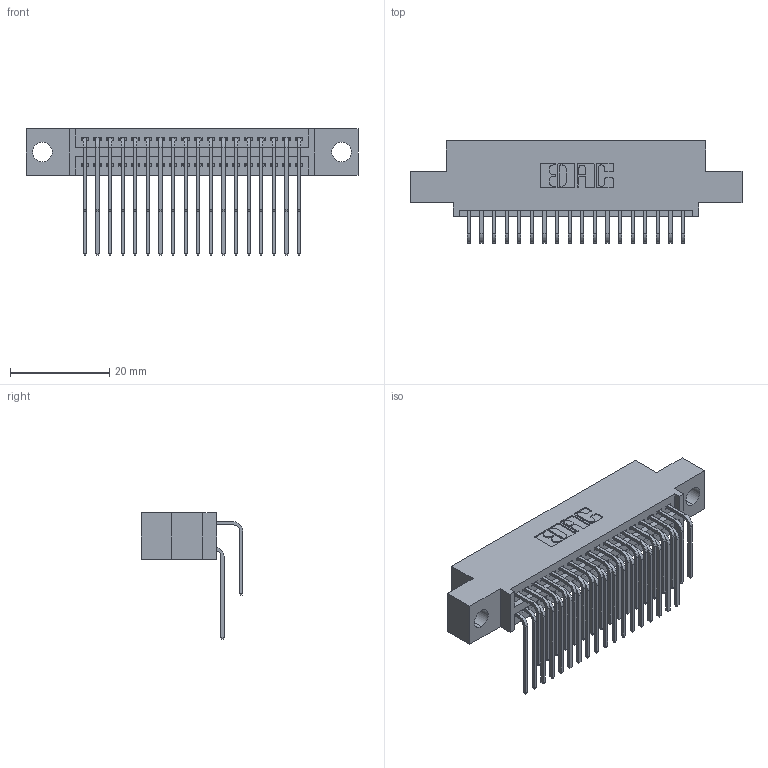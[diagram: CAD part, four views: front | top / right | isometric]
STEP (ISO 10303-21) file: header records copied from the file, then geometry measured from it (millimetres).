
FILE_DESCRIPTION (( 'STEP AP203' ), '1' );
FILE_NAME ('345-036-559-504.STEP', '2021-05-20T00:35:33', ( '' ), ( '' ), 'SwSTEP 2.0', 'SolidWorks 2020', '' );
FILE_SCHEMA (( 'CONFIG_CONTROL_DESIGN' ));
Length unit declared in the file: inch
Products named in the file (4): 345-292-001_559 Tail - 2; 345-036-559-504; 345 Part_0.110 Offset - 0.156 Dia-TI; 345-292-001_558 559 Tail - 1
Assembly tree (37 placements, depth 2):
  345-036-559-504
    345 Part_0.110 Offset - 0.156 Dia-TI
    345-292-001_558 559 Tail - 1  x18
    345-292-001_559 Tail - 2  x18
Bounding box: 66.93 x 20.56 x 25.53 mm (x, y, z)
Volume: 6307.1 mm3; surface area: 9779.2 mm2
Topology: 37 solids, 37 shells, 2016 faces, 5969 edges, 3930 vertices
Faces by surface type: plane 1358, cylinder 658
Entity records: 19557 total; most frequent: CARTESIAN_POINT 3353, ORIENTED_EDGE 3234, DIRECTION 2957, EDGE_CURVE 1617, LINE 1373, VECTOR 1373, VERTEX_POINT 1074, AXIS2_PLACEMENT_3D 792
